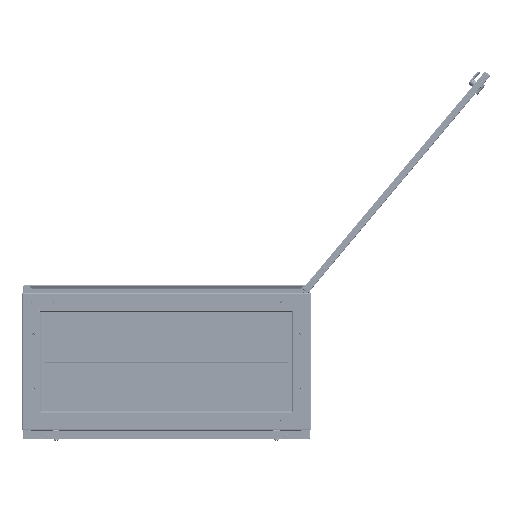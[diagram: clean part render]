
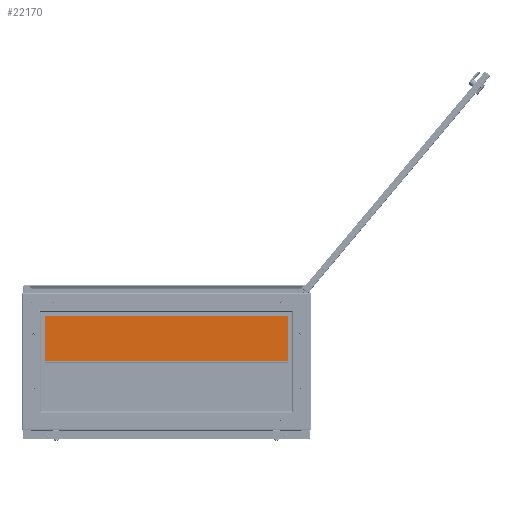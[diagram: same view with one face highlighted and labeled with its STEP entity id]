
A CAD part, front view. The second image highlights one B-rep face of the part: STEP entity #22170.
In plain terms, the highlighted face is planar.
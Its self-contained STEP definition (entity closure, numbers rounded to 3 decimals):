
#9807 = LINE ( 'NONE', #152401, #9818 ) ;
#9809 = LINE ( 'NONE', #152408, #9812 ) ;
#9811 = LINE ( 'NONE', #152410, #9815 ) ;
#9812 = VECTOR ( 'NONE', #152409, 1000. ) ;
#9815 = VECTOR ( 'NONE', #152412, 1000. ) ;
#9816 = LINE ( 'NONE', #152414, #9820 ) ;
#9818 = VECTOR ( 'NONE', #152413, 1000. ) ;
#9819 = LINE ( 'NONE', #152416, #9823 ) ;
#9820 = VECTOR ( 'NONE', #152415, 1000. ) ;
#9821 = LINE ( 'NONE', #152418, #9825 ) ;
#9823 = VECTOR ( 'NONE', #152417, 1000. ) ;
#9824 = LINE ( 'NONE', #152420, #9828 ) ;
#9825 = VECTOR ( 'NONE', #152419, 1000. ) ;
#9827 = LINE ( 'NONE', #152422, #9831 ) ;
#9828 = VECTOR ( 'NONE', #152421, 1000. ) ;
#9829 = LINE ( 'NONE', #152424, #9835 ) ;
#9831 = VECTOR ( 'NONE', #152423, 1000. ) ;
#9833 = LINE ( 'NONE', #152426, #9838 ) ;
#9835 = VECTOR ( 'NONE', #152425, 1000. ) ;
#9836 = LINE ( 'NONE', #152428, #9841 ) ;
#9838 = VECTOR ( 'NONE', #152427, 1000. ) ;
#9840 = LINE ( 'NONE', #152430, #9844 ) ;
#9841 = VECTOR ( 'NONE', #152429, 1000. ) ;
#9844 = VECTOR ( 'NONE', #152431, 1000. ) ;
#11413 = EDGE_CURVE ( 'NONE', #162478, #162454, #9809, .T. ) ;
#11417 = EDGE_CURVE ( 'NONE', #162456, #162454, #9811, .T. ) ;
#11419 = EDGE_CURVE ( 'NONE', #162458, #162456, #9807, .T. ) ;
#11422 = EDGE_CURVE ( 'NONE', #162480, #162458, #9816, .T. ) ;
#11424 = EDGE_CURVE ( 'NONE', #162480, #162474, #9819, .T. ) ;
#11427 = EDGE_CURVE ( 'NONE', #162474, #162472, #9821, .T. ) ;
#11430 = EDGE_CURVE ( 'NONE', #162472, #162466, #9824, .T. ) ;
#11433 = EDGE_CURVE ( 'NONE', #162468, #162466, #9827, .T. ) ;
#11435 = EDGE_CURVE ( 'NONE', #162470, #162468, #9829, .T. ) ;
#11439 = EDGE_CURVE ( 'NONE', #162490, #162470, #9833, .T. ) ;
#11441 = EDGE_CURVE ( 'NONE', #162490, #162494, #9836, .T. ) ;
#11444 = EDGE_CURVE ( 'NONE', #162494, #162478, #9840, .T. ) ;
#22170 = ADVANCED_FACE ( 'NONE', ( #148344 ), #131518, .T. ) ;
#33133 = CARTESIAN_POINT ( 'NONE',  ( -350., 70., 0. ) ) ;
#33137 = CARTESIAN_POINT ( 'NONE',  ( -336., -70., 0. ) ) ;
#33138 = CARTESIAN_POINT ( 'NONE',  ( -350., -70., 0. ) ) ;
#33144 = CARTESIAN_POINT ( 'NONE',  ( 300., 70., 0. ) ) ;
#33146 = CARTESIAN_POINT ( 'NONE',  ( 350., 70., 0. ) ) ;
#33147 = CARTESIAN_POINT ( 'NONE',  ( 350., -70., 0. ) ) ;
#33148 = CARTESIAN_POINT ( 'NONE',  ( 300., 69.25, 0. ) ) ;
#33150 = CARTESIAN_POINT ( 'NONE',  ( -300., 69.25, 0. ) ) ;
#33153 = CARTESIAN_POINT ( 'NONE',  ( -336., -69.25, 0. ) ) ;
#33154 = CARTESIAN_POINT ( 'NONE',  ( -300., 70., 0. ) ) ;
#33161 = CARTESIAN_POINT ( 'NONE',  ( 336., -70., 0. ) ) ;
#33164 = CARTESIAN_POINT ( 'NONE',  ( 336., -69.25, 0. ) ) ;
#42564 = ORIENTED_EDGE ( 'NONE', *, *, #11413, .F. ) ;
#42566 = ORIENTED_EDGE ( 'NONE', *, *, #11417, .T. ) ;
#42568 = ORIENTED_EDGE ( 'NONE', *, *, #11419, .T. ) ;
#42570 = ORIENTED_EDGE ( 'NONE', *, *, #11422, .T. ) ;
#42572 = ORIENTED_EDGE ( 'NONE', *, *, #11424, .F. ) ;
#42575 = ORIENTED_EDGE ( 'NONE', *, *, #11427, .F. ) ;
#42577 = ORIENTED_EDGE ( 'NONE', *, *, #11430, .F. ) ;
#42579 = ORIENTED_EDGE ( 'NONE', *, *, #11433, .T. ) ;
#42581 = ORIENTED_EDGE ( 'NONE', *, *, #11435, .T. ) ;
#42583 = ORIENTED_EDGE ( 'NONE', *, *, #11439, .T. ) ;
#42585 = ORIENTED_EDGE ( 'NONE', *, *, #11441, .F. ) ;
#42588 = ORIENTED_EDGE ( 'NONE', *, *, #11444, .F. ) ;
#119114 = AXIS2_PLACEMENT_3D ( 'NONE', #131504, #131521, #131523 ) ;
#131504 = CARTESIAN_POINT ( 'NONE',  ( 0., 0., 0. ) ) ;
#131518 = PLANE ( 'NONE',  #119114 ) ;
#131521 = DIRECTION ( 'NONE',  ( 0., 0., 1. ) ) ;
#131523 = DIRECTION ( 'NONE',  ( 1., 0., 0. ) ) ;
#148344 = FACE_OUTER_BOUND ( 'NONE', #166417, .T. ) ;
#152401 = CARTESIAN_POINT ( 'NONE',  ( -350., -70., 0. ) ) ;
#152408 = CARTESIAN_POINT ( 'NONE',  ( -336., -69.25, 0. ) ) ;
#152409 = DIRECTION ( 'NONE',  ( 0., -1., 0. ) ) ;
#152410 = CARTESIAN_POINT ( 'NONE',  ( 350., -70., 0. ) ) ;
#152412 = DIRECTION ( 'NONE',  ( 1., 0., 0. ) ) ;
#152413 = DIRECTION ( 'NONE',  ( 0., -1., 0. ) ) ;
#152414 = CARTESIAN_POINT ( 'NONE',  ( 350., 70., 0. ) ) ;
#152415 = DIRECTION ( 'NONE',  ( -1., 0., 0. ) ) ;
#152416 = CARTESIAN_POINT ( 'NONE',  ( -300., 70., 0. ) ) ;
#152417 = DIRECTION ( 'NONE',  ( 0., -1., 0. ) ) ;
#152418 = CARTESIAN_POINT ( 'NONE',  ( -300., 69.25, 0. ) ) ;
#152419 = DIRECTION ( 'NONE',  ( 1., 0., 0. ) ) ;
#152420 = CARTESIAN_POINT ( 'NONE',  ( 300., 69.25, 0. ) ) ;
#152421 = DIRECTION ( 'NONE',  ( 0., 1., 0. ) ) ;
#152422 = CARTESIAN_POINT ( 'NONE',  ( 350., 70., 0. ) ) ;
#152423 = DIRECTION ( 'NONE',  ( -1., 0., 0. ) ) ;
#152424 = CARTESIAN_POINT ( 'NONE',  ( 350., -70., 0. ) ) ;
#152425 = DIRECTION ( 'NONE',  ( 0., 1., 0. ) ) ;
#152426 = CARTESIAN_POINT ( 'NONE',  ( 350., -70., 0. ) ) ;
#152427 = DIRECTION ( 'NONE',  ( 1., 0., 0. ) ) ;
#152428 = CARTESIAN_POINT ( 'NONE',  ( 336., -70., 0. ) ) ;
#152429 = DIRECTION ( 'NONE',  ( 0., 1., 0. ) ) ;
#152430 = CARTESIAN_POINT ( 'NONE',  ( 336., -69.25, 0. ) ) ;
#152431 = DIRECTION ( 'NONE',  ( -1., 0., 0. ) ) ;
#162454 = VERTEX_POINT ( 'NONE', #33137 ) ;
#162456 = VERTEX_POINT ( 'NONE', #33138 ) ;
#162458 = VERTEX_POINT ( 'NONE', #33133 ) ;
#162466 = VERTEX_POINT ( 'NONE', #33144 ) ;
#162468 = VERTEX_POINT ( 'NONE', #33146 ) ;
#162470 = VERTEX_POINT ( 'NONE', #33147 ) ;
#162472 = VERTEX_POINT ( 'NONE', #33148 ) ;
#162474 = VERTEX_POINT ( 'NONE', #33150 ) ;
#162478 = VERTEX_POINT ( 'NONE', #33153 ) ;
#162480 = VERTEX_POINT ( 'NONE', #33154 ) ;
#162490 = VERTEX_POINT ( 'NONE', #33161 ) ;
#162494 = VERTEX_POINT ( 'NONE', #33164 ) ;
#166417 = EDGE_LOOP ( 'NONE', ( #42588, #42585, #42583, #42581, #42579, #42577, #42575, #42572, #42570, #42568, #42566, #42564 ) ) ;
